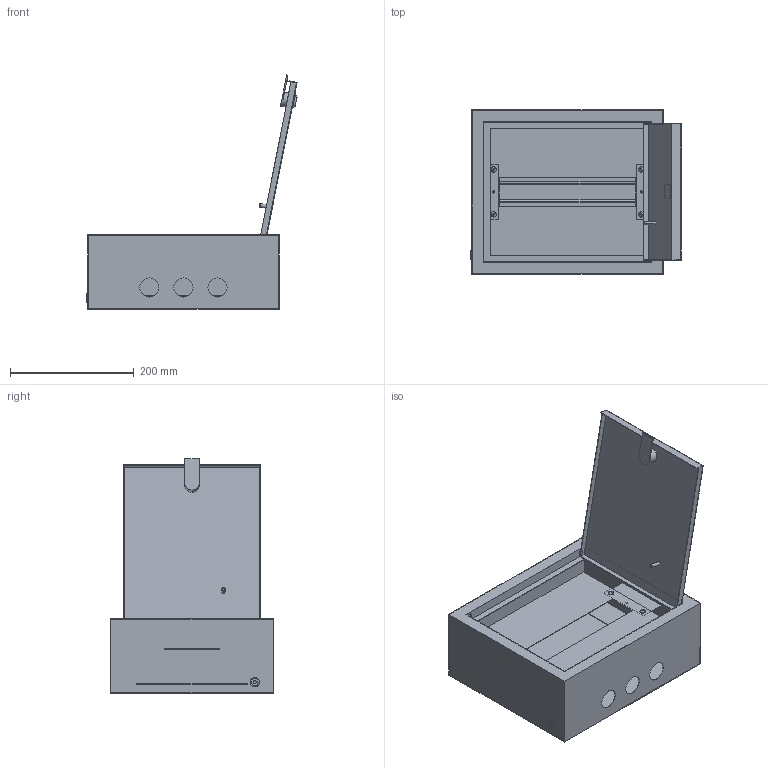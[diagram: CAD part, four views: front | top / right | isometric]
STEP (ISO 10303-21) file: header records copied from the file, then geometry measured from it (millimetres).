
FILE_DESCRIPTION (( 'STEP AP214' ), '1' );
FILE_NAME ('ShRN-12_IP31.STEP', '2016-11-11T13:10:43', ( 'user' ), ( '' ), 'SwSTEP 2.0', 'SolidWorks 2014', '' );
FILE_SCHEMA (( 'AUTOMOTIVE_DESIGN' ));
Length unit declared in the file: millimetre
Products named in the file (7): Panel_剞ｭ-12; Dver_SHRN_12; ShRN-12_IP31; Reika_702.002-03; Obolochka_SHRN_12; DIN-Reika_12 ｬｮ､罩･ｩ; SC GOST 17473_gost_‚¨­â A.M5x10 ƒŽ‘’ 17473-80
Assembly tree (13 placements, depth 2):
  ShRN-12_IP31
    Obolochka_SHRN_12
    Dver_SHRN_12
    DIN-Reika_12 ｬｮ､罩･ｩ
    Panel_剞ｭ-12
    SC GOST 17473_gost_‚¨­â A.M5x10 ƒŽ‘’ 17473-80  x8
    Reika_702.002-03
Bounding box: 339.66 x 265 x 378.75 mm (x, y, z)
Volume: 417841.2 mm3; surface area: 846071.3 mm2
Topology: 14 solids, 14 shells, 332 faces, 801 edges, 520 vertices
Faces by surface type: plane 190, cylinder 122, sphere 16, cone 4
Entity records: 8566 total; most frequent: DIRECTION 1477, CARTESIAN_POINT 1396, ORIENTED_EDGE 1350, EDGE_CURVE 675, AXIS2_PLACEMENT_3D 517, LINE 443, VECTOR 443, VERTEX_POINT 436
